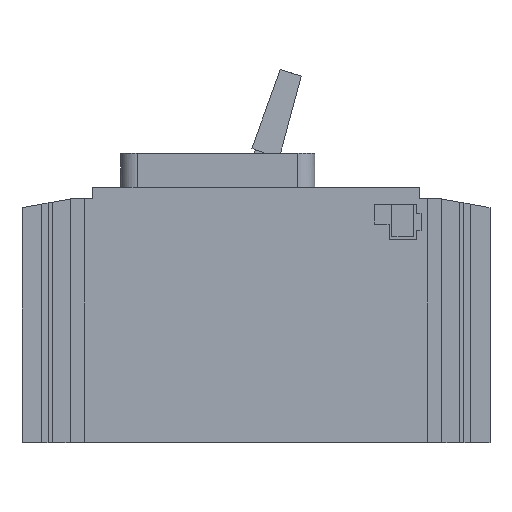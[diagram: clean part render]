
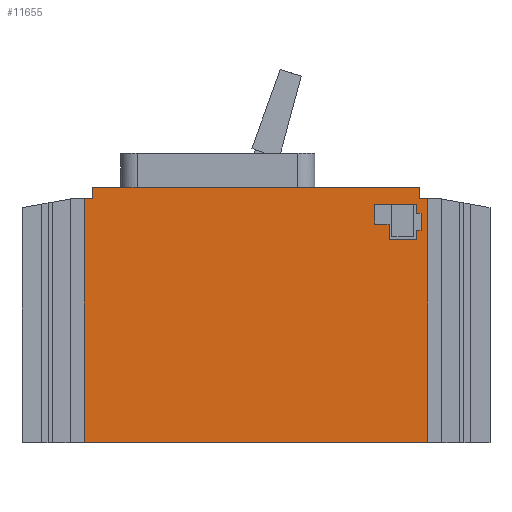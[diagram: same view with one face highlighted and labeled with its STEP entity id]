
A CAD part, left-side view. The second image highlights one B-rep face of the part: STEP entity #11655.
In plain terms, the highlighted planar face has unit normal (-1, 0, 0).
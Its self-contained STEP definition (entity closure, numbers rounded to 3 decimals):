
#456=DIRECTION('',(0.,-1.,0.));
#457=VECTOR('',#456,3.);
#458=CARTESIAN_POINT('',(0.,143.,86.));
#459=LINE('',#458,#457);
#460=DIRECTION('',(0.,0.,1.));
#461=VECTOR('',#460,4.);
#462=CARTESIAN_POINT('',(0.,140.,86.));
#463=LINE('',#462,#461);
#464=DIRECTION('',(0.,0.,-1.));
#465=VECTOR('',#464,4.);
#466=CARTESIAN_POINT('',(0.,24.8,90.));
#467=LINE('',#466,#465);
#468=DIRECTION('',(0.,-1.,0.));
#469=VECTOR('',#468,2.8);
#470=CARTESIAN_POINT('',(0.,24.8,86.));
#471=LINE('',#470,#469);
#472=DIRECTION('',(0.,0.,-1.));
#473=VECTOR('',#472,86.);
#474=CARTESIAN_POINT('',(0.,22.,86.));
#475=LINE('',#474,#473);
#476=DIRECTION('',(0.,1.,0.));
#477=VECTOR('',#476,121.);
#478=CARTESIAN_POINT('',(0.,22.,0.));
#479=LINE('',#478,#477);
#480=DIRECTION('',(0.,0.,-1.));
#481=VECTOR('',#480,86.);
#482=CARTESIAN_POINT('',(0.,143.,86.));
#483=LINE('',#482,#481);
#484=DIRECTION('',(0.,-1.,0.));
#485=VECTOR('',#484,9.6);
#486=CARTESIAN_POINT('',(0.,35.6,71.6));
#487=LINE('',#486,#485);
#488=DIRECTION('',(0.,0.,1.));
#489=VECTOR('',#488,3.2);
#490=CARTESIAN_POINT('',(0.,26.,71.6));
#491=LINE('',#490,#489);
#492=DIRECTION('',(0.,-1.,0.));
#493=VECTOR('',#492,1.7);
#494=CARTESIAN_POINT('',(0.,26.,74.8));
#495=LINE('',#494,#493);
#496=DIRECTION('',(0.,0.,1.));
#497=VECTOR('',#496,6.);
#498=CARTESIAN_POINT('',(0.,24.3,74.8));
#499=LINE('',#498,#497);
#500=DIRECTION('',(0.,1.,0.));
#501=VECTOR('',#500,1.7);
#502=CARTESIAN_POINT('',(0.,24.3,80.8));
#503=LINE('',#502,#501);
#504=DIRECTION('',(0.,0.,1.));
#505=VECTOR('',#504,3.2);
#506=CARTESIAN_POINT('',(0.,26.,80.8));
#507=LINE('',#506,#505);
#508=DIRECTION('',(0.,1.,0.));
#509=VECTOR('',#508,14.6);
#510=CARTESIAN_POINT('',(0.,26.,84.));
#511=LINE('',#510,#509);
#512=DIRECTION('',(0.,0.,-1.));
#513=VECTOR('',#512,7.);
#514=CARTESIAN_POINT('',(0.,40.6,84.));
#515=LINE('',#514,#513);
#516=DIRECTION('',(0.,-1.,0.));
#517=VECTOR('',#516,5.);
#518=CARTESIAN_POINT('',(0.,40.6,77.));
#519=LINE('',#518,#517);
#520=DIRECTION('',(0.,0.,-1.));
#521=VECTOR('',#520,5.4);
#522=CARTESIAN_POINT('',(0.,35.6,77.));
#523=LINE('',#522,#521);
#3765=DIRECTION('',(0.,1.,0.));
#3766=VECTOR('',#3765,115.2);
#3767=CARTESIAN_POINT('',(0.,24.8,90.));
#3768=LINE('',#3767,#3766);
#8539=CARTESIAN_POINT('',(0.,140.,86.));
#8540=CARTESIAN_POINT('',(0.,140.,90.));
#8541=VERTEX_POINT('',#8539);
#8542=VERTEX_POINT('',#8540);
#8543=CARTESIAN_POINT('',(0.,24.8,90.));
#8544=CARTESIAN_POINT('',(0.,24.8,86.));
#8545=VERTEX_POINT('',#8543);
#8546=VERTEX_POINT('',#8544);
#10353=CARTESIAN_POINT('',(0.,143.,86.));
#10354=VERTEX_POINT('',#10353);
#10355=CARTESIAN_POINT('',(0.,22.,86.));
#10356=VERTEX_POINT('',#10355);
#10361=CARTESIAN_POINT('',(0.,22.,0.));
#10362=CARTESIAN_POINT('',(0.,143.,0.));
#10363=VERTEX_POINT('',#10361);
#10364=VERTEX_POINT('',#10362);
#10899=CARTESIAN_POINT('',(0.,35.6,71.6));
#10900=CARTESIAN_POINT('',(0.,26.,71.6));
#10901=VERTEX_POINT('',#10899);
#10902=VERTEX_POINT('',#10900);
#10903=CARTESIAN_POINT('',(0.,26.,74.8));
#10904=VERTEX_POINT('',#10903);
#10905=CARTESIAN_POINT('',(0.,24.3,74.8));
#10906=VERTEX_POINT('',#10905);
#10907=CARTESIAN_POINT('',(0.,24.3,80.8));
#10908=VERTEX_POINT('',#10907);
#10909=CARTESIAN_POINT('',(0.,26.,80.8));
#10910=VERTEX_POINT('',#10909);
#10911=CARTESIAN_POINT('',(0.,26.,84.));
#10912=VERTEX_POINT('',#10911);
#10913=CARTESIAN_POINT('',(0.,40.6,84.));
#10914=VERTEX_POINT('',#10913);
#10915=CARTESIAN_POINT('',(0.,40.6,77.));
#10916=VERTEX_POINT('',#10915);
#10917=CARTESIAN_POINT('',(0.,35.6,77.));
#10918=VERTEX_POINT('',#10917);
#11611=CARTESIAN_POINT('',(0.,0.,0.));
#11612=DIRECTION('',(1.,0.,0.));
#11613=DIRECTION('',(0.,0.,-1.));
#11614=AXIS2_PLACEMENT_3D('',#11611,#11612,#11613);
#11615=PLANE('',#11614);
#11616=ORIENTED_EDGE('',*,*,#11520,.T.);
#11618=ORIENTED_EDGE('',*,*,#11617,.T.);
#11620=ORIENTED_EDGE('',*,*,#11619,.F.);
#11622=ORIENTED_EDGE('',*,*,#11621,.T.);
#11624=ORIENTED_EDGE('',*,*,#11623,.T.);
#11626=ORIENTED_EDGE('',*,*,#11625,.T.);
#11628=ORIENTED_EDGE('',*,*,#11627,.T.);
#11630=ORIENTED_EDGE('',*,*,#11629,.F.);
#11631=EDGE_LOOP('',(#11616,#11618,#11620,#11622,#11624,#11626,#11628,#11630));
#11632=FACE_OUTER_BOUND('',#11631,.F.);
#11634=ORIENTED_EDGE('',*,*,#11633,.T.);
#11636=ORIENTED_EDGE('',*,*,#11635,.T.);
#11638=ORIENTED_EDGE('',*,*,#11637,.T.);
#11640=ORIENTED_EDGE('',*,*,#11639,.T.);
#11642=ORIENTED_EDGE('',*,*,#11641,.T.);
#11644=ORIENTED_EDGE('',*,*,#11643,.T.);
#11646=ORIENTED_EDGE('',*,*,#11645,.T.);
#11648=ORIENTED_EDGE('',*,*,#11647,.T.);
#11650=ORIENTED_EDGE('',*,*,#11649,.T.);
#11652=ORIENTED_EDGE('',*,*,#11651,.T.);
#11653=EDGE_LOOP('',(#11634,#11636,#11638,#11640,#11642,#11644,#11646,#11648,
#11650,#11652));
#11654=FACE_BOUND('',#11653,.F.);
#11520=EDGE_CURVE('',#10354,#8541,#459,.T.);
#11617=EDGE_CURVE('',#8541,#8542,#463,.T.);
#11619=EDGE_CURVE('',#8545,#8542,#3768,.T.);
#11621=EDGE_CURVE('',#8545,#8546,#467,.T.);
#11623=EDGE_CURVE('',#8546,#10356,#471,.T.);
#11625=EDGE_CURVE('',#10356,#10363,#475,.T.);
#11627=EDGE_CURVE('',#10363,#10364,#479,.T.);
#11629=EDGE_CURVE('',#10354,#10364,#483,.T.);
#11633=EDGE_CURVE('',#10901,#10902,#487,.T.);
#11635=EDGE_CURVE('',#10902,#10904,#491,.T.);
#11637=EDGE_CURVE('',#10904,#10906,#495,.T.);
#11639=EDGE_CURVE('',#10906,#10908,#499,.T.);
#11641=EDGE_CURVE('',#10908,#10910,#503,.T.);
#11643=EDGE_CURVE('',#10910,#10912,#507,.T.);
#11645=EDGE_CURVE('',#10912,#10914,#511,.T.);
#11647=EDGE_CURVE('',#10914,#10916,#515,.T.);
#11649=EDGE_CURVE('',#10916,#10918,#519,.T.);
#11651=EDGE_CURVE('',#10918,#10901,#523,.T.);
#11655=ADVANCED_FACE('',(#11632,#11654),#11615,.F.);
